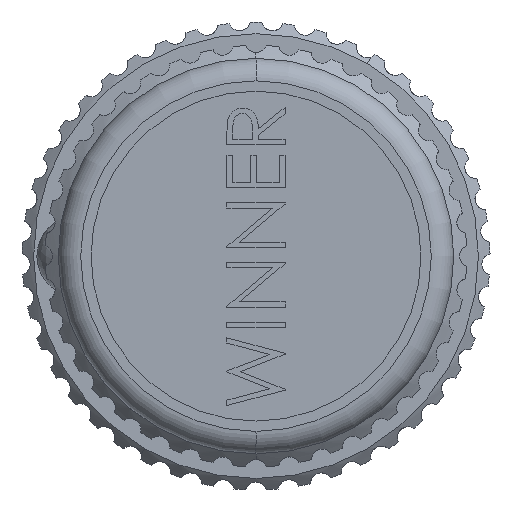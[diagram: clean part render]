
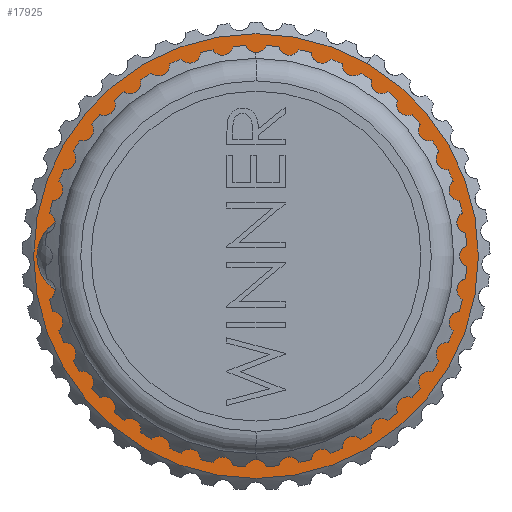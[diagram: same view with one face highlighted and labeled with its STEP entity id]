
A CAD part, left-side view. The second image highlights one B-rep face of the part: STEP entity #17925.
In plain terms, the highlighted planar face has unit normal (-1, 0, 0).
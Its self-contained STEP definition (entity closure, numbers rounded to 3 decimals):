
#2289 = ORIENTED_EDGE ( 'NONE', *, *, #25135, .T. ) ;
#3580 = VERTEX_POINT ( 'NONE', #53320 ) ;
#4729 = DIRECTION ( 'NONE',  ( -1., 0., 0. ) ) ;
#4779 = CARTESIAN_POINT ( 'NONE',  ( -89.852, 0., 0. ) ) ;
#5488 = EDGE_CURVE ( 'NONE', #37442, #40473, #28612, .T. ) ;
#5675 = EDGE_CURVE ( 'NONE', #40473, #37442, #38362, .T. ) ;
#6500 = PLANE ( 'NONE',  #9431 ) ;
#6747 = DIRECTION ( 'NONE',  ( 0., -0.5, 0.866 ) ) ;
#8644 = CARTESIAN_POINT ( 'NONE',  ( -89.852, 7.65, -13.25 ) ) ;
#9431 = AXIS2_PLACEMENT_3D ( 'NONE', #4779, #35316, #53124 ) ;
#9579 = CARTESIAN_POINT ( 'NONE',  ( -89.852, 0., 0. ) ) ;
#9601 = CARTESIAN_POINT ( 'NONE',  ( -89.852, 4.28, -7.413 ) ) ;
#10891 = CARTESIAN_POINT ( 'NONE',  ( -89.852, 0., 0. ) ) ;
#11873 = EDGE_CURVE ( 'NONE', #39853, #3580, #26219, .T. ) ;
#13231 = EDGE_LOOP ( 'NONE', ( #55707, #2289 ) ) ;
#14418 = AXIS2_PLACEMENT_3D ( 'NONE', #10891, #25419, #35690 ) ;
#14672 = ORIENTED_EDGE ( 'NONE', *, *, #5675, .F. ) ;
#17925 = ADVANCED_FACE ( 'NONE', ( #48117, #57052 ), #6500, .T. ) ;
#22621 = CARTESIAN_POINT ( 'NONE',  ( -89.852, 0., 0. ) ) ;
#25135 = EDGE_CURVE ( 'NONE', #3580, #39853, #33611, .T. ) ;
#25419 = DIRECTION ( 'NONE',  ( -1., 0., 0. ) ) ;
#26219 = CIRCLE ( 'NONE', #38354, 15.3 ) ;
#28612 = CIRCLE ( 'NONE', #29831, 8.56 ) ;
#29831 = AXIS2_PLACEMENT_3D ( 'NONE', #22621, #46392, #37334 ) ;
#33611 = CIRCLE ( 'NONE', #14418, 15.3 ) ;
#35316 = DIRECTION ( 'NONE',  ( -1., 0., 0. ) ) ;
#35690 = DIRECTION ( 'NONE',  ( 0., -0.5, 0.866 ) ) ;
#37334 = DIRECTION ( 'NONE',  ( 0., -0.5, 0.866 ) ) ;
#37434 = AXIS2_PLACEMENT_3D ( 'NONE', #9579, #4729, #43237 ) ;
#37442 = VERTEX_POINT ( 'NONE', #9601 ) ;
#37487 = ORIENTED_EDGE ( 'NONE', *, *, #5488, .F. ) ;
#38354 = AXIS2_PLACEMENT_3D ( 'NONE', #44595, #45632, #6747 ) ;
#38362 = CIRCLE ( 'NONE', #37434, 8.56 ) ;
#39853 = VERTEX_POINT ( 'NONE', #8644 ) ;
#40473 = VERTEX_POINT ( 'NONE', #51229 ) ;
#43237 = DIRECTION ( 'NONE',  ( 0., -0.5, 0.866 ) ) ;
#44595 = CARTESIAN_POINT ( 'NONE',  ( -89.852, 0., 0. ) ) ;
#45632 = DIRECTION ( 'NONE',  ( -1., 0., 0. ) ) ;
#46392 = DIRECTION ( 'NONE',  ( -1., 0., 0. ) ) ;
#48117 = FACE_BOUND ( 'NONE', #58919, .T. ) ;
#51229 = CARTESIAN_POINT ( 'NONE',  ( -89.852, -4.28, 7.413 ) ) ;
#53124 = DIRECTION ( 'NONE',  ( 0., -0.5, 0.866 ) ) ;
#53320 = CARTESIAN_POINT ( 'NONE',  ( -89.852, -7.65, 13.25 ) ) ;
#55707 = ORIENTED_EDGE ( 'NONE', *, *, #11873, .T. ) ;
#57052 = FACE_OUTER_BOUND ( 'NONE', #13231, .T. ) ;
#58919 = EDGE_LOOP ( 'NONE', ( #14672, #37487 ) ) ;
